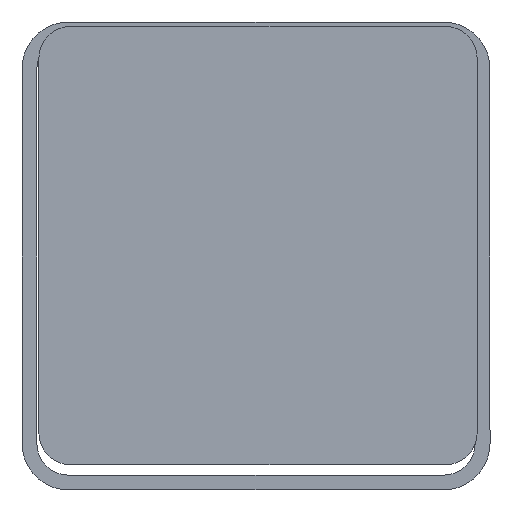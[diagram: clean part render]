
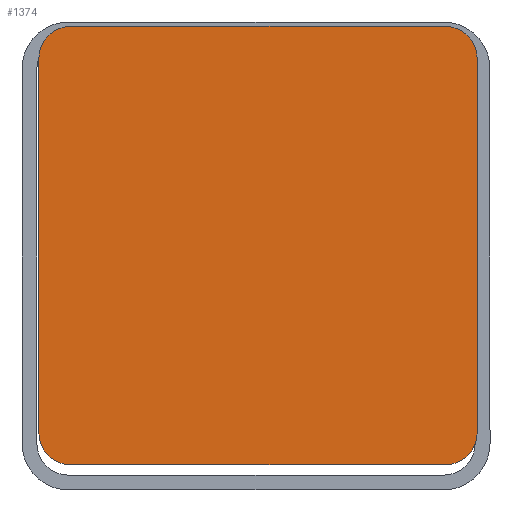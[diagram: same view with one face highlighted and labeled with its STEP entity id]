
A CAD part, left-side view. The second image highlights one B-rep face of the part: STEP entity #1374.
In plain terms, the highlighted planar face has unit normal (-1, 0, 0).
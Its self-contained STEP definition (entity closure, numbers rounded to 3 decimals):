
#57=CIRCLE('',#1506,6.825);
#59=CIRCLE('',#1510,6.825);
#61=CIRCLE('',#1514,6.825);
#63=CIRCLE('',#1518,6.825);
#132=FACE_OUTER_BOUND('',#208,.T.);
#208=EDGE_LOOP('',(#955,#956,#957,#958,#959,#960,#961,#962));
#277=LINE('',#2057,#431);
#282=LINE('',#2071,#436);
#286=LINE('',#2083,#440);
#290=LINE('',#2095,#444);
#431=VECTOR('',#1640,10.);
#436=VECTOR('',#1653,10.);
#440=VECTOR('',#1665,10.);
#444=VECTOR('',#1677,10.);
#585=VERTEX_POINT('',#2055);
#586=VERTEX_POINT('',#2056);
#589=VERTEX_POINT('',#2064);
#591=VERTEX_POINT('',#2070);
#593=VERTEX_POINT('',#2076);
#595=VERTEX_POINT('',#2082);
#597=VERTEX_POINT('',#2088);
#599=VERTEX_POINT('',#2094);
#717=EDGE_CURVE('',#585,#586,#277,.T.);
#721=EDGE_CURVE('',#589,#586,#57,.T.);
#724=EDGE_CURVE('',#589,#591,#282,.T.);
#727=EDGE_CURVE('',#593,#591,#59,.T.);
#730=EDGE_CURVE('',#593,#595,#286,.T.);
#733=EDGE_CURVE('',#597,#595,#61,.T.);
#736=EDGE_CURVE('',#597,#599,#290,.T.);
#739=EDGE_CURVE('',#585,#599,#63,.T.);
#955=ORIENTED_EDGE('',*,*,#739,.F.);
#956=ORIENTED_EDGE('',*,*,#717,.T.);
#957=ORIENTED_EDGE('',*,*,#721,.F.);
#958=ORIENTED_EDGE('',*,*,#724,.T.);
#959=ORIENTED_EDGE('',*,*,#727,.F.);
#960=ORIENTED_EDGE('',*,*,#730,.T.);
#961=ORIENTED_EDGE('',*,*,#733,.F.);
#962=ORIENTED_EDGE('',*,*,#736,.T.);
#1316=PLANE('',#1521);
#1374=ADVANCED_FACE('',(#132),#1316,.F.);
#1506=AXIS2_PLACEMENT_3D('',#2065,#1646,#1647);
#1510=AXIS2_PLACEMENT_3D('',#2077,#1658,#1659);
#1514=AXIS2_PLACEMENT_3D('',#2089,#1670,#1671);
#1518=AXIS2_PLACEMENT_3D('',#2100,#1682,#1683);
#1521=AXIS2_PLACEMENT_3D('',#2103,#1688,#1689);
#1640=DIRECTION('',(0.,-1.,0.));
#1646=DIRECTION('center_axis',(1.,0.,0.));
#1647=DIRECTION('ref_axis',(0.,-1.,0.));
#1653=DIRECTION('',(0.,0.,1.));
#1658=DIRECTION('center_axis',(1.,0.,0.));
#1659=DIRECTION('ref_axis',(0.,0.,1.));
#1665=DIRECTION('',(0.,1.,0.));
#1670=DIRECTION('center_axis',(1.,0.,0.));
#1671=DIRECTION('ref_axis',(0.,1.,0.));
#1677=DIRECTION('',(0.,0.,-1.));
#1682=DIRECTION('center_axis',(1.,0.,0.));
#1683=DIRECTION('ref_axis',(0.,0.,-1.));
#1688=DIRECTION('center_axis',(1.,0.,0.));
#1689=DIRECTION('ref_axis',(0.,0.,-1.));
#2055=CARTESIAN_POINT('',(50.,90.,-46.825));
#2056=CARTESIAN_POINT('',(50.,10.,-46.825));
#2057=CARTESIAN_POINT('',(50.,90.,-46.825));
#2064=CARTESIAN_POINT('',(50.,3.175,-40.));
#2065=CARTESIAN_POINT('Origin',(50.,10.,-40.));
#2070=CARTESIAN_POINT('',(50.,3.175,40.));
#2071=CARTESIAN_POINT('',(50.,3.175,-40.));
#2076=CARTESIAN_POINT('',(50.,10.,46.825));
#2077=CARTESIAN_POINT('Origin',(50.,10.,40.));
#2082=CARTESIAN_POINT('',(50.,90.,46.825));
#2083=CARTESIAN_POINT('',(50.,10.,46.825));
#2088=CARTESIAN_POINT('',(50.,96.825,40.));
#2089=CARTESIAN_POINT('Origin',(50.,90.,40.));
#2094=CARTESIAN_POINT('',(50.,96.825,-40.));
#2095=CARTESIAN_POINT('',(50.,96.825,40.));
#2100=CARTESIAN_POINT('Origin',(50.,90.,-40.));
#2103=CARTESIAN_POINT('Origin',(50.,50.,0.));
